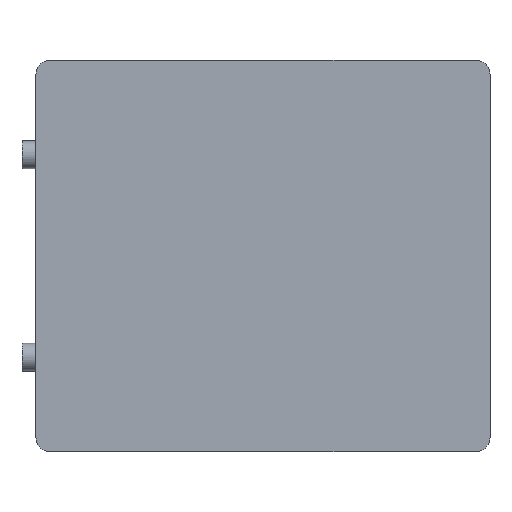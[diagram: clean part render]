
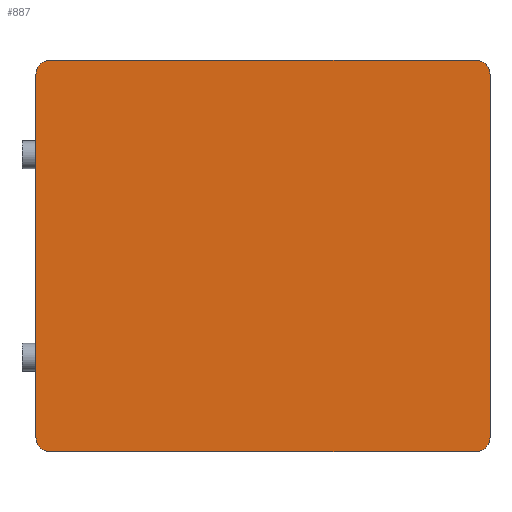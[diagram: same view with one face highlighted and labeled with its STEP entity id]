
A CAD part, front view. The second image highlights one B-rep face of the part: STEP entity #887.
In plain terms, the highlighted planar face has unit normal (0, -1, 0).
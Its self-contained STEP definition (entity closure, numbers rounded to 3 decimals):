
#62=PLANE('',#1003);
#110=FACE_OUTER_BOUND('',#176,.T.);
#176=EDGE_LOOP('',(#814,#815,#816,#817,#818,#819,#820,#821));
#188=LINE('',#1351,#265);
#210=LINE('',#1410,#287);
#252=LINE('',#1516,#329);
#253=LINE('',#1518,#330);
#265=VECTOR('',#1103,10.);
#287=VECTOR('',#1153,10.);
#329=VECTOR('',#1263,10.);
#330=VECTOR('',#1266,10.);
#360=CIRCLE('',#957,2.);
#364=CIRCLE('',#964,2.);
#365=CIRCLE('',#966,2.);
#368=CIRCLE('',#971,2.);
#400=VERTEX_POINT('',#1347);
#402=VERTEX_POINT('',#1350);
#405=VERTEX_POINT('',#1359);
#420=VERTEX_POINT('',#1394);
#421=VERTEX_POINT('',#1398);
#422=VERTEX_POINT('',#1400);
#425=VERTEX_POINT('',#1408);
#430=VERTEX_POINT('',#1420);
#495=EDGE_CURVE('',#400,#402,#188,.T.);
#500=EDGE_CURVE('',#405,#400,#360,.T.);
#516=EDGE_CURVE('',#402,#420,#364,.T.);
#519=EDGE_CURVE('',#421,#422,#365,.T.);
#524=EDGE_CURVE('',#425,#421,#210,.T.);
#530=EDGE_CURVE('',#430,#425,#368,.T.);
#576=EDGE_CURVE('',#422,#405,#252,.T.);
#577=EDGE_CURVE('',#420,#430,#253,.T.);
#814=ORIENTED_EDGE('',*,*,#500,.F.);
#815=ORIENTED_EDGE('',*,*,#576,.F.);
#816=ORIENTED_EDGE('',*,*,#519,.F.);
#817=ORIENTED_EDGE('',*,*,#524,.F.);
#818=ORIENTED_EDGE('',*,*,#530,.F.);
#819=ORIENTED_EDGE('',*,*,#577,.F.);
#820=ORIENTED_EDGE('',*,*,#516,.F.);
#821=ORIENTED_EDGE('',*,*,#495,.F.);
#887=ADVANCED_FACE('',(#110),#62,.F.);
#957=AXIS2_PLACEMENT_3D('',#1361,#1113,#1114);
#964=AXIS2_PLACEMENT_3D('',#1395,#1139,#1140);
#966=AXIS2_PLACEMENT_3D('',#1401,#1145,#1146);
#971=AXIS2_PLACEMENT_3D('',#1422,#1163,#1164);
#1003=AXIS2_PLACEMENT_3D('',#1519,#1267,#1268);
#1103=DIRECTION('',(0.,0.,1.));
#1113=DIRECTION('center_axis',(0.,1.,0.));
#1114=DIRECTION('ref_axis',(-0.707,0.,-0.707));
#1139=DIRECTION('center_axis',(0.,1.,0.));
#1140=DIRECTION('ref_axis',(-0.707,0.,0.707));
#1145=DIRECTION('center_axis',(0.,1.,0.));
#1146=DIRECTION('ref_axis',(0.707,0.,-0.707));
#1153=DIRECTION('',(0.,0.,-1.));
#1163=DIRECTION('center_axis',(0.,1.,0.));
#1164=DIRECTION('ref_axis',(0.707,0.,0.707));
#1263=DIRECTION('',(-1.,0.,0.));
#1266=DIRECTION('',(1.,0.,0.));
#1267=DIRECTION('center_axis',(0.,1.,0.));
#1268=DIRECTION('ref_axis',(0.,0.,1.));
#1347=CARTESIAN_POINT('',(-32.5,0.,-26.));
#1350=CARTESIAN_POINT('',(-32.5,0.,26.));
#1351=CARTESIAN_POINT('',(-32.5,0.,-28.));
#1359=CARTESIAN_POINT('',(-30.5,0.,-28.));
#1361=CARTESIAN_POINT('Origin',(-30.5,0.,-26.));
#1394=CARTESIAN_POINT('',(-30.5,0.,28.));
#1395=CARTESIAN_POINT('Origin',(-30.5,0.,26.));
#1398=CARTESIAN_POINT('',(32.5,0.,-26.));
#1400=CARTESIAN_POINT('',(30.5,0.,-28.));
#1401=CARTESIAN_POINT('Origin',(30.5,0.,-26.));
#1408=CARTESIAN_POINT('',(32.5,0.,26.));
#1410=CARTESIAN_POINT('',(32.5,0.,28.));
#1420=CARTESIAN_POINT('',(30.5,0.,28.));
#1422=CARTESIAN_POINT('Origin',(30.5,0.,26.));
#1516=CARTESIAN_POINT('',(32.5,0.,-28.));
#1518=CARTESIAN_POINT('',(-32.5,0.,28.));
#1519=CARTESIAN_POINT('Origin',(0.,0.,0.));
